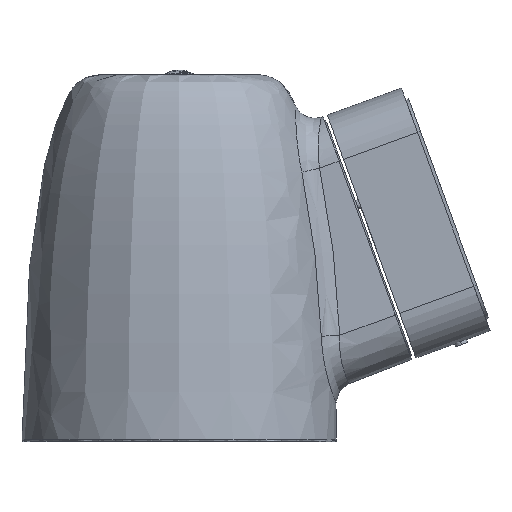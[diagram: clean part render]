
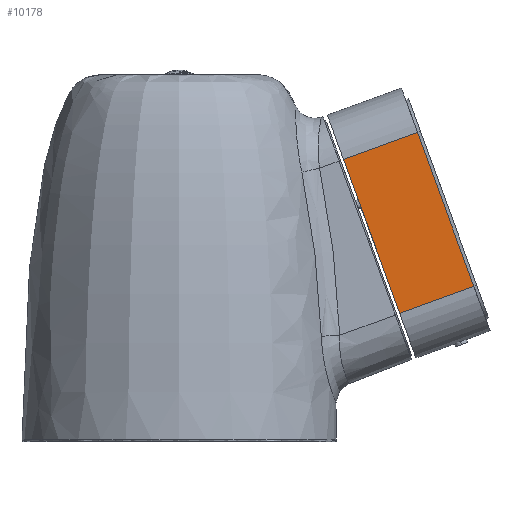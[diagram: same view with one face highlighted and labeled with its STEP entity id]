
A CAD part, top view. The second image highlights one B-rep face of the part: STEP entity #10178.
In plain terms, the highlighted face is planar.
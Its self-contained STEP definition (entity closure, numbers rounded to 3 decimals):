
#889 = VECTOR ( 'NONE', #12934, 1000. ) ;
#1033 = CARTESIAN_POINT ( 'NONE',  ( 15., -26., 0. ) ) ;
#2713 = CARTESIAN_POINT ( 'NONE',  ( 15., -26., 25. ) ) ;
#2911 = VERTEX_POINT ( 'NONE', #1033 ) ;
#3240 = FACE_OUTER_BOUND ( 'NONE', #19458, .T. ) ;
#3873 = PLANE ( 'NONE',  #19041 ) ;
#3904 = CARTESIAN_POINT ( 'NONE',  ( 15., -26., 25. ) ) ;
#4944 = EDGE_CURVE ( 'NONE', #25526, #2911, #7233, .T. ) ;
#5139 = ORIENTED_EDGE ( 'NONE', *, *, #4944, .F. ) ;
#5372 = ORIENTED_EDGE ( 'NONE', *, *, #29092, .F. ) ;
#6118 = EDGE_CURVE ( 'NONE', #28367, #25526, #15704, .T. ) ;
#7233 = LINE ( 'NONE', #14360, #25510 ) ;
#7522 = CARTESIAN_POINT ( 'NONE',  ( 15., 26., 0. ) ) ;
#7639 = CARTESIAN_POINT ( 'NONE',  ( 15., -26., 25. ) ) ;
#8567 = DIRECTION ( 'NONE',  ( -1., 0., 0. ) ) ;
#10178 = ADVANCED_FACE ( 'NONE', ( #3240 ), #3873, .F. ) ;
#10813 = DIRECTION ( 'NONE',  ( 0., -1., 0. ) ) ;
#12672 = VERTEX_POINT ( 'NONE', #2713 ) ;
#12852 = EDGE_CURVE ( 'NONE', #12672, #28367, #27557, .T. ) ;
#12934 = DIRECTION ( 'NONE',  ( 0., 0., -1. ) ) ;
#13614 = DIRECTION ( 'NONE',  ( 0., -1., 0. ) ) ;
#14360 = CARTESIAN_POINT ( 'NONE',  ( 15., -26., 0. ) ) ;
#15704 = LINE ( 'NONE', #20792, #889 ) ;
#16025 = VECTOR ( 'NONE', #26936, 1000. ) ;
#18157 = ORIENTED_EDGE ( 'NONE', *, *, #6118, .F. ) ;
#19041 = AXIS2_PLACEMENT_3D ( 'NONE', #20481, #8567, #10813 ) ;
#19458 = EDGE_LOOP ( 'NONE', ( #18157, #23483, #5372, #5139 ) ) ;
#20481 = CARTESIAN_POINT ( 'NONE',  ( 15., -26., 25. ) ) ;
#20792 = CARTESIAN_POINT ( 'NONE',  ( 15., 26., 25. ) ) ;
#23192 = DIRECTION ( 'NONE',  ( 0., 0., 1. ) ) ;
#23483 = ORIENTED_EDGE ( 'NONE', *, *, #12852, .F. ) ;
#25510 = VECTOR ( 'NONE', #13614, 1000. ) ;
#25526 = VERTEX_POINT ( 'NONE', #7522 ) ;
#25909 = VECTOR ( 'NONE', #23192, 1000. ) ;
#26936 = DIRECTION ( 'NONE',  ( 0., 1., 0. ) ) ;
#27496 = CARTESIAN_POINT ( 'NONE',  ( 15., 26., 25. ) ) ;
#27557 = LINE ( 'NONE', #7639, #16025 ) ;
#28367 = VERTEX_POINT ( 'NONE', #27496 ) ;
#28530 = LINE ( 'NONE', #3904, #25909 ) ;
#29092 = EDGE_CURVE ( 'NONE', #2911, #12672, #28530, .T. ) ;
